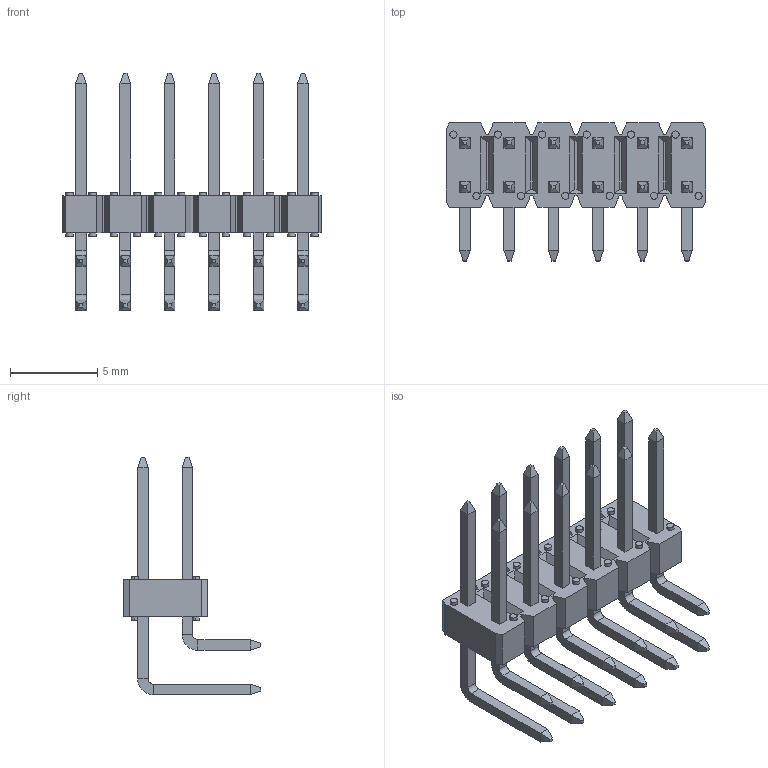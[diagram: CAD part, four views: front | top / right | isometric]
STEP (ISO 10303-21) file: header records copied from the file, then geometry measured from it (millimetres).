
FILE_DESCRIPTION((''),'2;1');
FILE_NAME('77317-Y12-12_SW0001','2009-09-28T',('kareems'),('FCI - ELX Division'),'PRO/ENGINEER BY PARAMETRIC TECHNOLOGY CORPORATION, 2008010','PRO/ENGINEER BY PARAMETRIC TECHNOLOGY CORPORATION, 2008010','');
FILE_SCHEMA(('CONFIG_CONTROL_DESIGN'));
Length unit declared in the file: millimetre
Products named in the file (1): 77317-Y12-12_SW0001
Bounding box: 14.84 x 7.89 x 13.58 mm (x, y, z)
Volume: 204.6 mm3; surface area: 745.9 mm2
Topology: 1 solids, 1 shells, 508 faces, 1176 edges, 704 vertices
Faces by surface type: plane 436, cylinder 72
Entity records: 14010 total; most frequent: CARTESIAN_POINT 2388, ORIENTED_EDGE 2352, DIRECTION 2336, EDGE_CURVE 1176, VECTOR 1032, LINE 1032, VERTEX_POINT 704, AXIS2_PLACEMENT_3D 652
